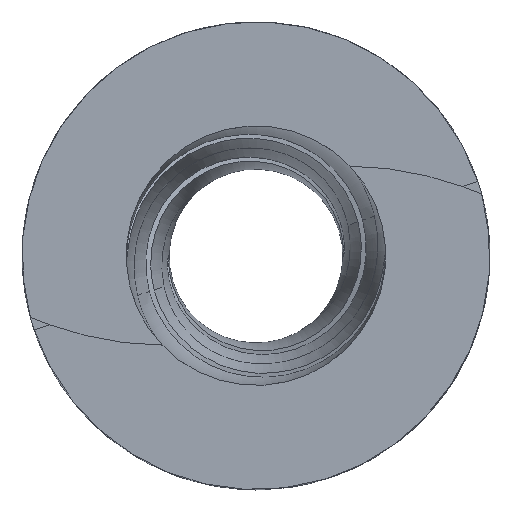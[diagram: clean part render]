
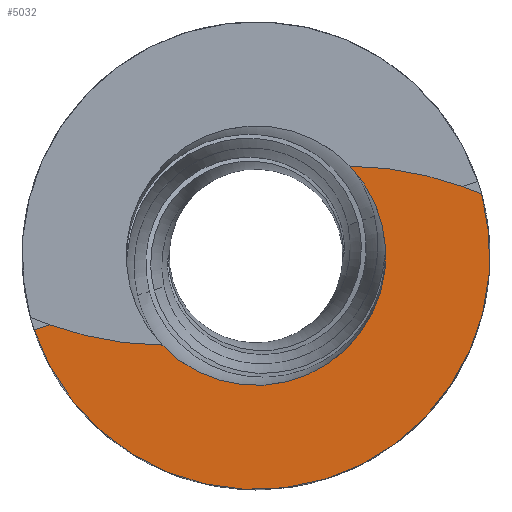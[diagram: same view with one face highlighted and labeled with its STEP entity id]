
A CAD part, top view. The second image highlights one B-rep face of the part: STEP entity #5032.
In plain terms, the highlighted face is a revolution surface.
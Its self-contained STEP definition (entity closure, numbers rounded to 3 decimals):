
#167 = VERTEX_POINT('',#168);
#168 = CARTESIAN_POINT('',(5.757,5.468,0.));
#299 = EDGE_CURVE('',#300,#167,#302,.T.);
#300 = VERTEX_POINT('',#301);
#301 = CARTESIAN_POINT('',(-5.757,-5.468,0.));
#302 = CIRCLE('',#303,7.94);
#303 = AXIS2_PLACEMENT_3D('',#304,#305,#306);
#304 = CARTESIAN_POINT('',(0.,0.,0.));
#305 = DIRECTION('',(0.,0.,1.));
#306 = DIRECTION('',(-0.948,-0.317,0.));
#5032 = ADVANCED_FACE('[Impeller_2] Flow domain Outflow',(#5033),#5143,
  .F.);
#5033 = FACE_BOUND('',#5034,.F.);
#5034 = EDGE_LOOP('',(#5035,#5066,#5067,#5098,#5129,#5138));
#5035 = ORIENTED_EDGE('',*,*,#5036,.T.);
#5036 = EDGE_CURVE('',#5037,#300,#5039,.T.);
#5037 = VERTEX_POINT('',#5038);
#5038 = CARTESIAN_POINT('',(-12.637,-4.224,0.));
#5039 = B_SPLINE_CURVE_WITH_KNOTS('',4,(#5040,#5041,#5042,#5043,#5044,
    #5045,#5046,#5047,#5048,#5049,#5050,#5051,#5052,#5053,#5054,#5055,
    #5056,#5057,#5058,#5059,#5060,#5061,#5062,#5063,#5064,#5065),
  .UNSPECIFIED.,.F.,.F.,(5,3,3,3,3,3,3,3,5),(0.,0.122,
    0.244,0.367,0.49,0.615,
    0.741,0.869,1.),.UNSPECIFIED.);
#5040 = CARTESIAN_POINT('',(-12.637,-4.224,
    0.));
#5041 = CARTESIAN_POINT('',(-12.435,-4.296,
    0.));
#5042 = CARTESIAN_POINT('',(-12.232,-4.365,
    0.));
#5043 = CARTESIAN_POINT('',(-12.028,-4.432,
    0.));
#5044 = CARTESIAN_POINT('',(-11.618,-4.561,
    0.));
#5045 = CARTESIAN_POINT('',(-11.413,-4.622,
    0.));
#5046 = CARTESIAN_POINT('',(-11.206,-4.682,
    0.));
#5047 = CARTESIAN_POINT('',(-10.791,-4.795,
    0.));
#5048 = CARTESIAN_POINT('',(-10.582,-4.849,
    0.));
#5049 = CARTESIAN_POINT('',(-10.372,-4.901,
    0.));
#5050 = CARTESIAN_POINT('',(-9.951,-4.998,
    0.));
#5051 = CARTESIAN_POINT('',(-9.739,-5.044,
    0.));
#5052 = CARTESIAN_POINT('',(-9.527,-5.087,
    0.));
#5053 = CARTESIAN_POINT('',(-9.099,-5.167,
    0.));
#5054 = CARTESIAN_POINT('',(-8.884,-5.205,
    0.));
#5055 = CARTESIAN_POINT('',(-8.667,-5.239,
    0.));
#5056 = CARTESIAN_POINT('',(-8.232,-5.301,
    0.));
#5057 = CARTESIAN_POINT('',(-8.013,-5.33,
    0.));
#5058 = CARTESIAN_POINT('',(-7.794,-5.355,
    0.));
#5059 = CARTESIAN_POINT('',(-7.351,-5.398,
    0.));
#5060 = CARTESIAN_POINT('',(-7.127,-5.417,
    0.));
#5061 = CARTESIAN_POINT('',(-6.902,-5.432,
    0.));
#5062 = CARTESIAN_POINT('',(-6.448,-5.455,
    0.));
#5063 = CARTESIAN_POINT('',(-6.218,-5.463,
    0.));
#5064 = CARTESIAN_POINT('',(-5.987,-5.468,
    0.));
#5065 = CARTESIAN_POINT('',(-5.757,-5.468,
    0.));
#5066 = ORIENTED_EDGE('',*,*,#299,.T.);
#5067 = ORIENTED_EDGE('',*,*,#5068,.F.);
#5068 = EDGE_CURVE('',#5069,#167,#5071,.T.);
#5069 = VERTEX_POINT('',#5070);
#5070 = CARTESIAN_POINT('',(12.637,4.224,0.));
#5071 = B_SPLINE_CURVE_WITH_KNOTS('',4,(#5072,#5073,#5074,#5075,#5076,
    #5077,#5078,#5079,#5080,#5081,#5082,#5083,#5084,#5085,#5086,#5087,
    #5088,#5089,#5090,#5091,#5092,#5093,#5094,#5095,#5096,#5097),
  .UNSPECIFIED.,.F.,.F.,(5,3,3,3,3,3,3,3,5),(0.,0.122,
    0.244,0.367,0.49,0.615,
    0.741,0.869,1.),.UNSPECIFIED.);
#5072 = CARTESIAN_POINT('',(12.637,4.224,
    0.));
#5073 = CARTESIAN_POINT('',(12.435,4.296,
    0.));
#5074 = CARTESIAN_POINT('',(12.232,4.365,
    0.));
#5075 = CARTESIAN_POINT('',(12.028,4.432,
    0.));
#5076 = CARTESIAN_POINT('',(11.618,4.561,
    0.));
#5077 = CARTESIAN_POINT('',(11.413,4.622,
    0.));
#5078 = CARTESIAN_POINT('',(11.206,4.682,
    0.));
#5079 = CARTESIAN_POINT('',(10.791,4.795,
    0.));
#5080 = CARTESIAN_POINT('',(10.582,4.849,
    0.));
#5081 = CARTESIAN_POINT('',(10.372,4.901,
    0.));
#5082 = CARTESIAN_POINT('',(9.951,4.998,
    0.));
#5083 = CARTESIAN_POINT('',(9.739,5.044,
    0.));
#5084 = CARTESIAN_POINT('',(9.527,5.087,
    0.));
#5085 = CARTESIAN_POINT('',(9.099,5.167,
    0.));
#5086 = CARTESIAN_POINT('',(8.884,5.205,
    0.));
#5087 = CARTESIAN_POINT('',(8.667,5.239,
    0.));
#5088 = CARTESIAN_POINT('',(8.232,5.301,
    0.));
#5089 = CARTESIAN_POINT('',(8.013,5.33,
    0.));
#5090 = CARTESIAN_POINT('',(7.794,5.355,
    0.));
#5091 = CARTESIAN_POINT('',(7.351,5.398,
    0.));
#5092 = CARTESIAN_POINT('',(7.127,5.417,
    0.));
#5093 = CARTESIAN_POINT('',(6.902,5.432,
    0.));
#5094 = CARTESIAN_POINT('',(6.448,5.455,
    0.));
#5095 = CARTESIAN_POINT('',(6.218,5.463,
    0.));
#5096 = CARTESIAN_POINT('',(5.987,5.468,
    0.));
#5097 = CARTESIAN_POINT('',(5.757,5.468,
    0.));
#5098 = ORIENTED_EDGE('',*,*,#5099,.F.);
#5099 = EDGE_CURVE('',#5100,#5069,#5102,.T.);
#5100 = VERTEX_POINT('',#5101);
#5101 = CARTESIAN_POINT('',(13.802,3.778,0.));
#5102 = B_SPLINE_CURVE_WITH_KNOTS('',4,(#5103,#5104,#5105,#5106,#5107,
    #5108,#5109,#5110,#5111,#5112,#5113,#5114,#5115,#5116,#5117,#5118,
    #5119,#5120,#5121,#5122,#5123,#5124,#5125,#5126,#5127,#5128),
  .UNSPECIFIED.,.F.,.F.,(5,3,3,3,3,3,3,3,5),(0.,0.122,
    0.244,0.367,0.49,0.615,
    0.741,0.869,1.),.UNSPECIFIED.);
#5103 = CARTESIAN_POINT('',(13.802,3.778,
    0.));
#5104 = CARTESIAN_POINT('',(13.569,3.874,
    0.));
#5105 = CARTESIAN_POINT('',(13.334,3.967,
    0.));
#5106 = CARTESIAN_POINT('',(13.099,4.057,
    0.));
#5107 = CARTESIAN_POINT('',(12.625,4.23,
    0.));
#5108 = CARTESIAN_POINT('',(12.386,4.314,
    0.));
#5109 = CARTESIAN_POINT('',(12.147,4.394,
    0.));
#5110 = CARTESIAN_POINT('',(11.664,4.547,
    0.));
#5111 = CARTESIAN_POINT('',(11.42,4.621,
    0.));
#5112 = CARTESIAN_POINT('',(11.175,4.691,
    0.));
#5113 = CARTESIAN_POINT('',(10.683,4.824,
    0.));
#5114 = CARTESIAN_POINT('',(10.436,4.886,
    0.));
#5115 = CARTESIAN_POINT('',(10.187,4.945,
    0.));
#5116 = CARTESIAN_POINT('',(9.686,5.055,
    0.));
#5117 = CARTESIAN_POINT('',(9.433,5.106,
    0.));
#5118 = CARTESIAN_POINT('',(9.179,5.153,
    0.));
#5119 = CARTESIAN_POINT('',(8.668,5.239,
    0.));
#5120 = CARTESIAN_POINT('',(8.411,5.278,
    0.));
#5121 = CARTESIAN_POINT('',(8.153,5.312,
    0.));
#5122 = CARTESIAN_POINT('',(7.632,5.372,
    0.));
#5123 = CARTESIAN_POINT('',(7.369,5.398,
    0.));
#5124 = CARTESIAN_POINT('',(7.105,5.418,
    0.));
#5125 = CARTESIAN_POINT('',(6.57,5.451,
    0.));
#5126 = CARTESIAN_POINT('',(6.299,5.462,
    0.));
#5127 = CARTESIAN_POINT('',(6.028,5.468,
    0.));
#5128 = CARTESIAN_POINT('',(5.757,5.468,
    0.));
#5129 = ORIENTED_EDGE('',*,*,#5130,.F.);
#5130 = EDGE_CURVE('',#5131,#5100,#5133,.T.);
#5131 = VERTEX_POINT('',#5132);
#5132 = CARTESIAN_POINT('',(-13.572,-4.537,0.));
#5133 = CIRCLE('',#5134,14.31);
#5134 = AXIS2_PLACEMENT_3D('',#5135,#5136,#5137);
#5135 = CARTESIAN_POINT('',(0.,0.,0.));
#5136 = DIRECTION('',(0.,0.,1.));
#5137 = DIRECTION('',(-0.948,-0.317,0.));
#5138 = ORIENTED_EDGE('',*,*,#5139,.F.);
#5139 = EDGE_CURVE('',#5037,#5131,#5140,.T.);
#5140 = B_SPLINE_CURVE_WITH_KNOTS('',1,(#5141,#5142),.UNSPECIFIED.,.F.,
  .F.,(2,2),(0.,1.),.PIECEWISE_BEZIER_KNOTS.);
#5141 = CARTESIAN_POINT('',(-7.53,-2.517,0.));
#5142 = CARTESIAN_POINT('',(-13.572,-4.537,0.));
#5143 = SURFACE_OF_REVOLUTION('',#5144,#5147);
#5144 = B_SPLINE_CURVE_WITH_KNOTS('',1,(#5145,#5146),.UNSPECIFIED.,.F.,
  .F.,(2,2),(0.,1.),.PIECEWISE_BEZIER_KNOTS.);
#5145 = CARTESIAN_POINT('',(-7.53,-2.517,0.));
#5146 = CARTESIAN_POINT('',(-13.572,-4.537,0.));
#5147 = AXIS1_PLACEMENT('',#5148,#5149);
#5148 = CARTESIAN_POINT('',(0.,0.,0.));
#5149 = DIRECTION('',(0.,0.,1.));
